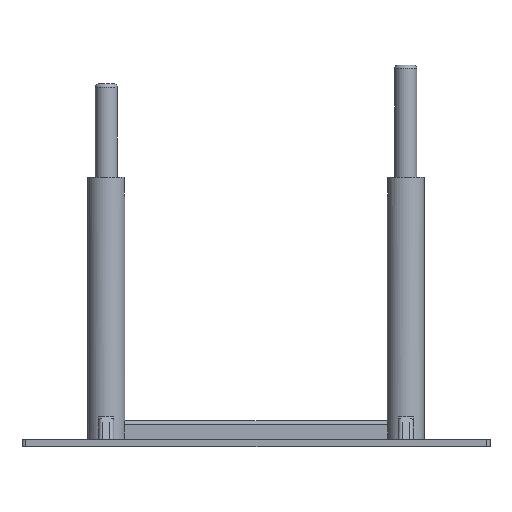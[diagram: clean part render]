
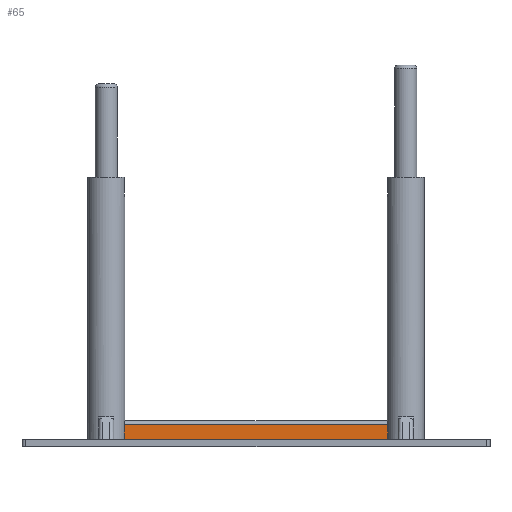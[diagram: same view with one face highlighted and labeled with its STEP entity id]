
A CAD part, left-side view. The second image highlights one B-rep face of the part: STEP entity #65.
In plain terms, the highlighted planar face has unit normal (-1, 0, 0).
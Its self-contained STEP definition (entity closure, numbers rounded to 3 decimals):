
#65=ADVANCED_FACE('',(#256),#258,.T.);
#256=FACE_BOUND('',#257,.T.);
#257=EDGE_LOOP('',(#4256,#4257,#4258,#4259));
#258=PLANE('',#259);
#259=AXIS2_PLACEMENT_3D('',#260,#261,#262);
#260=CARTESIAN_POINT('',(-1.5,36.,2.));
#261=DIRECTION('',(-1.,0.,0.));
#262=DIRECTION('',(0.,-1.,0.));
#4256=ORIENTED_EDGE('',*,*,#4599,.F.);
#4257=ORIENTED_EDGE('',*,*,#4509,.T.);
#4258=ORIENTED_EDGE('',*,*,#4578,.T.);
#4259=ORIENTED_EDGE('',*,*,#4529,.T.);
#4509=EDGE_CURVE('',#4729,#4727,#4730,.F.);
#4529=EDGE_CURVE('',#4768,#4766,#4769,.T.);
#4578=EDGE_CURVE('',#4727,#4768,#4852,.T.);
#4599=EDGE_CURVE('',#4729,#4766,#4888,.T.);
#4727=VERTEX_POINT('',#5119);
#4729=VERTEX_POINT('',#5124);
#4730=LINE('',#5125,#5126);
#4766=VERTEX_POINT('',#5245);
#4768=VERTEX_POINT('',#5262);
#4769=LINE('',#5263,#5264);
#4852=LINE('',#5517,#5518);
#4888=LINE('',#5604,#5605);
#5119=CARTESIAN_POINT('',(-1.5,35.23,2.));
#5124=CARTESIAN_POINT('',(-1.5,35.23,6.));
#5125=CARTESIAN_POINT('',(-1.5,35.23,2.));
#5126=VECTOR('',#5127,1.);
#5127=DIRECTION('',(0.,0.,1.));
#5245=CARTESIAN_POINT('',(-1.5,-35.23,6.));
#5262=CARTESIAN_POINT('',(-1.5,-35.23,2.));
#5263=CARTESIAN_POINT('',(-1.5,-35.23,2.));
#5264=VECTOR('',#5265,1.);
#5265=DIRECTION('',(0.,0.,1.));
#5517=CARTESIAN_POINT('',(-1.5,35.23,2.));
#5518=VECTOR('',#5519,1.);
#5519=DIRECTION('',(0.,-1.,0.));
#5604=CARTESIAN_POINT('',(-1.5,35.23,6.));
#5605=VECTOR('',#5606,1.);
#5606=DIRECTION('',(0.,-1.,0.));
